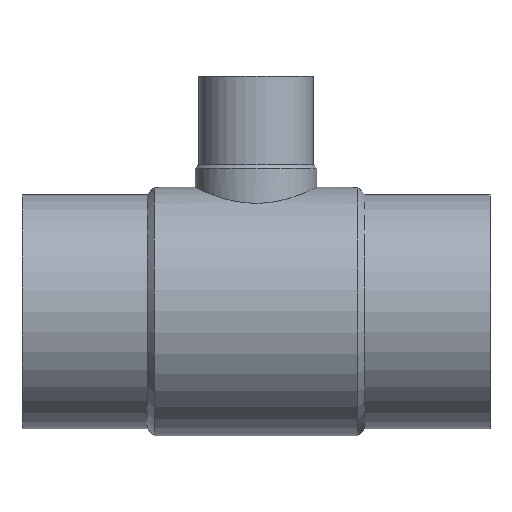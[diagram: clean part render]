
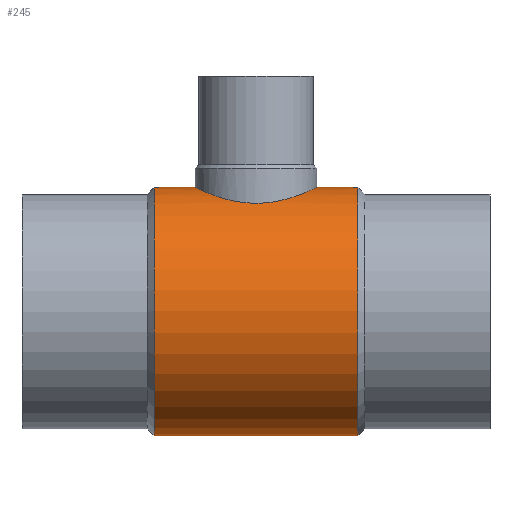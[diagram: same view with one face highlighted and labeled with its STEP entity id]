
A CAD part, top view. The second image highlights one B-rep face of the part: STEP entity #245.
In plain terms, the highlighted cylindrical face has radius 119.2 mm (diameter 238.4 mm), a partial arc.
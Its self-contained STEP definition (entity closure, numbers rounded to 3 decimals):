
#129 = EDGE_CURVE( '', #147, #197, #355, .T. );
#147 = VERTEX_POINT( '', #375 );
#149 = VERTEX_POINT( '', #377 );
#183 = EDGE_CURVE( '', #223, #149, #414, .T. );
#197 = VERTEX_POINT( '', #429 );
#203 = EDGE_CURVE( '', #329, #207, #435, .T. );
#207 = VERTEX_POINT( '', #440 );
#223 = VERTEX_POINT( '', #458 );
#245 = ADVANCED_FACE( '', ( #482 ), #483, .T. );
#247 = EDGE_CURVE( '', #149, #329, #485, .T. );
#271 = EDGE_CURVE( '', #207, #197, #515, .T. );
#301 = EDGE_CURVE( '', #147, #223, #550, .T. );
#329 = VERTEX_POINT( '', #582 );
#355 = CIRCLE( '', #599, 119.2 );
#375 = CARTESIAN_POINT( '', ( -322.3, -119.2, 0. ) );
#377 = CARTESIAN_POINT( '', ( -126.7, 119.2, 0. ) );
#414 = CIRCLE( '', #710, 119.2 );
#429 = CARTESIAN_POINT( '', ( -322.3, 119.2, 0. ) );
#435 = B_SPLINE_CURVE_WITH_KNOTS( '', 3, ( #772, #773, #774, #775, #776, #777, #778, #779, #780, #781, #782, #783, #784, #785, #786, #787, #788, #789, #790, #791, #792, #793, #794, #795, #796, #797, #798, #799, #800, #801, #802, #803, #804, #805, #806, #807, #808, #809, #810, #811, #812, #813, #814, #815, #816, #817, #818, #819, #820, #821, #822, #823, #824, #825, #826, #827, #828, #829, #830, #831, #832, #833, #834, #835, #836, #837 ), .UNSPECIFIED., .F., .F., ( 4, 2, 2, 2, 2, 2, 2, 2, 2, 2, 2, 2, 2, 2, 2, 2, 2, 2, 2, 2, 2, 2, 2, 2, 2, 2, 2, 2, 2, 2, 2, 2, 4 ), ( 89.551, 95.141, 100.731, 106.321, 111.911, 117.501, 123.091, 128.681, 134.271, 139.875, 145.479, 151.083, 156.687, 162.291, 167.894, 173.498, 179.102, 184.706, 190.31, 195.914, 201.518, 207.121, 212.725, 218.329, 223.933, 229.523, 235.113, 240.703, 246.293, 251.883, 257.473, 263.063, 268.653 ), .UNSPECIFIED. );
#440 = CARTESIAN_POINT( '', ( -282.8, 119.2, 0. ) );
#458 = CARTESIAN_POINT( '', ( -126.7, -119.2, 0. ) );
#482 = FACE_OUTER_BOUND( '', #960, .T. );
#483 = CYLINDRICAL_SURFACE( '', #961, 119.2 );
#485 = LINE( '', #964, #965 );
#515 = LINE( '', #1069, #1070 );
#550 = LINE( '', #1110, #1111 );
#582 = CARTESIAN_POINT( '', ( -166.2, 119.2, 0. ) );
#599 = AXIS2_PLACEMENT_3D( '', #1168, #1169, #1170 );
#710 = AXIS2_PLACEMENT_3D( '', #1232, #1233, #1234 );
#772 = CARTESIAN_POINT( '', ( -166.2, 119.2, 0. ) );
#773 = CARTESIAN_POINT( '', ( -166.2, 119.2, 1.863 ) );
#774 = CARTESIAN_POINT( '', ( -166.29, 119.156, 3.754 ) );
#775 = CARTESIAN_POINT( '', ( -166.66, 118.976, 7.551 ) );
#776 = CARTESIAN_POINT( '', ( -166.94, 118.839, 9.458 ) );
#777 = CARTESIAN_POINT( '', ( -167.693, 118.476, 13.252 ) );
#778 = CARTESIAN_POINT( '', ( -168.166, 118.25, 15.14 ) );
#779 = CARTESIAN_POINT( '', ( -169.301, 117.713, 18.861 ) );
#780 = CARTESIAN_POINT( '', ( -169.962, 117.404, 20.695 ) );
#781 = CARTESIAN_POINT( '', ( -171.46, 116.716, 24.277 ) );
#782 = CARTESIAN_POINT( '', ( -172.297, 116.337, 26.028 ) );
#783 = CARTESIAN_POINT( '', ( -174.131, 115.525, 29.421 ) );
#784 = CARTESIAN_POINT( '', ( -175.128, 115.093, 31.063 ) );
#785 = CARTESIAN_POINT( '', ( -177.257, 114.196, 34.214 ) );
#786 = CARTESIAN_POINT( '', ( -178.39, 113.731, 35.724 ) );
#787 = CARTESIAN_POINT( '', ( -180.761, 112.79, 38.591 ) );
#788 = CARTESIAN_POINT( '', ( -182.001, 112.314, 39.949 ) );
#789 = CARTESIAN_POINT( '', ( -184.554, 111.373, 42.502 ) );
#790 = CARTESIAN_POINT( '', ( -185.914, 110.891, 43.744 ) );
#791 = CARTESIAN_POINT( '', ( -188.785, 109.925, 46.117 ) );
#792 = CARTESIAN_POINT( '', ( -190.295, 109.442, 47.249 ) );
#793 = CARTESIAN_POINT( '', ( -193.445, 108.498, 49.377 ) );
#794 = CARTESIAN_POINT( '', ( -195.086, 108.038, 50.373 ) );
#795 = CARTESIAN_POINT( '', ( -198.475, 107.165, 52.205 ) );
#796 = CARTESIAN_POINT( '', ( -200.224, 106.752, 53.041 ) );
#797 = CARTESIAN_POINT( '', ( -203.802, 105.996, 54.537 ) );
#798 = CARTESIAN_POINT( '', ( -205.634, 105.652, 55.197 ) );
#799 = CARTESIAN_POINT( '', ( -209.351, 105.052, 56.331 ) );
#800 = CARTESIAN_POINT( '', ( -211.237, 104.796, 56.804 ) );
#801 = CARTESIAN_POINT( '', ( -215.03, 104.383, 57.558 ) );
#802 = CARTESIAN_POINT( '', ( -216.938, 104.227, 57.839 ) );
#803 = CARTESIAN_POINT( '', ( -220.739, 104.021, 58.21 ) );
#804 = CARTESIAN_POINT( '', ( -222.632, 103.97, 58.3 ) );
#805 = CARTESIAN_POINT( '', ( -226.368, 103.97, 58.3 ) );
#806 = CARTESIAN_POINT( '', ( -228.261, 104.021, 58.21 ) );
#807 = CARTESIAN_POINT( '', ( -232.062, 104.227, 57.839 ) );
#808 = CARTESIAN_POINT( '', ( -233.97, 104.383, 57.558 ) );
#809 = CARTESIAN_POINT( '', ( -237.763, 104.796, 56.804 ) );
#810 = CARTESIAN_POINT( '', ( -239.649, 105.052, 56.331 ) );
#811 = CARTESIAN_POINT( '', ( -243.366, 105.652, 55.197 ) );
#812 = CARTESIAN_POINT( '', ( -245.198, 105.996, 54.537 ) );
#813 = CARTESIAN_POINT( '', ( -248.776, 106.752, 53.041 ) );
#814 = CARTESIAN_POINT( '', ( -250.525, 107.165, 52.205 ) );
#815 = CARTESIAN_POINT( '', ( -253.914, 108.038, 50.373 ) );
#816 = CARTESIAN_POINT( '', ( -255.555, 108.498, 49.377 ) );
#817 = CARTESIAN_POINT( '', ( -258.705, 109.442, 47.249 ) );
#818 = CARTESIAN_POINT( '', ( -260.215, 109.925, 46.117 ) );
#819 = CARTESIAN_POINT( '', ( -263.086, 110.891, 43.744 ) );
#820 = CARTESIAN_POINT( '', ( -264.446, 111.373, 42.502 ) );
#821 = CARTESIAN_POINT( '', ( -266.999, 112.314, 39.949 ) );
#822 = CARTESIAN_POINT( '', ( -268.239, 112.79, 38.591 ) );
#823 = CARTESIAN_POINT( '', ( -270.61, 113.731, 35.724 ) );
#824 = CARTESIAN_POINT( '', ( -271.743, 114.196, 34.214 ) );
#825 = CARTESIAN_POINT( '', ( -273.872, 115.093, 31.063 ) );
#826 = CARTESIAN_POINT( '', ( -274.869, 115.525, 29.421 ) );
#827 = CARTESIAN_POINT( '', ( -276.703, 116.337, 26.028 ) );
#828 = CARTESIAN_POINT( '', ( -277.54, 116.716, 24.277 ) );
#829 = CARTESIAN_POINT( '', ( -279.038, 117.404, 20.695 ) );
#830 = CARTESIAN_POINT( '', ( -279.699, 117.713, 18.861 ) );
#831 = CARTESIAN_POINT( '', ( -280.834, 118.25, 15.14 ) );
#832 = CARTESIAN_POINT( '', ( -281.307, 118.476, 13.252 ) );
#833 = CARTESIAN_POINT( '', ( -282.06, 118.839, 9.458 ) );
#834 = CARTESIAN_POINT( '', ( -282.34, 118.976, 7.551 ) );
#835 = CARTESIAN_POINT( '', ( -282.71, 119.156, 3.754 ) );
#836 = CARTESIAN_POINT( '', ( -282.8, 119.2, 1.863 ) );
#837 = CARTESIAN_POINT( '', ( -282.8, 119.2, 0. ) );
#960 = EDGE_LOOP( '', ( #1307, #1308, #1309, #1310, #1311, #1312 ) );
#961 = AXIS2_PLACEMENT_3D( '', #1313, #1314, #1315 );
#964 = CARTESIAN_POINT( '', ( -224.5, 119.2, 0. ) );
#965 = VECTOR( '', #1316, 1. );
#1069 = CARTESIAN_POINT( '', ( -224.5, 119.2, 0. ) );
#1070 = VECTOR( '', #1358, 1. );
#1110 = CARTESIAN_POINT( '', ( -224.5, -119.2, 0. ) );
#1111 = VECTOR( '', #1407, 1. );
#1168 = CARTESIAN_POINT( '', ( -322.3, 0., 0. ) );
#1169 = DIRECTION( '', ( -1., 0., 0. ) );
#1170 = DIRECTION( '', ( 0., 1., 0. ) );
#1232 = CARTESIAN_POINT( '', ( -126.7, 0., 0. ) );
#1233 = DIRECTION( '', ( -1., 0., 0. ) );
#1234 = DIRECTION( '', ( 0., 1., 0. ) );
#1307 = ORIENTED_EDGE( '', *, *, #247, .T. );
#1308 = ORIENTED_EDGE( '', *, *, #203, .T. );
#1309 = ORIENTED_EDGE( '', *, *, #271, .T. );
#1310 = ORIENTED_EDGE( '', *, *, #129, .F. );
#1311 = ORIENTED_EDGE( '', *, *, #301, .T. );
#1312 = ORIENTED_EDGE( '', *, *, #183, .T. );
#1313 = CARTESIAN_POINT( '', ( -224.5, 0., 0. ) );
#1314 = DIRECTION( '', ( 1., 0., 0. ) );
#1315 = DIRECTION( '', ( 0., 1., 0. ) );
#1316 = DIRECTION( '', ( -1., 0., 0. ) );
#1358 = DIRECTION( '', ( -1., 0., 0. ) );
#1407 = DIRECTION( '', ( 1., 0., 0. ) );
